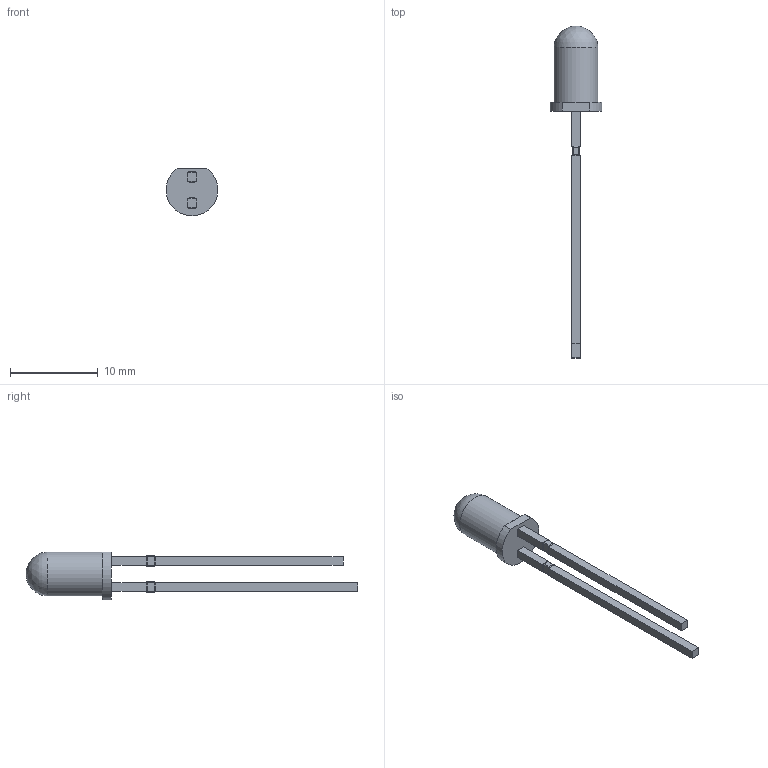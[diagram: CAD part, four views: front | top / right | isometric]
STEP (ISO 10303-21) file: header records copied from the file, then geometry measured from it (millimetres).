
FILE_DESCRIPTION(/* description */ (''),/* implementation_level */ '2;1');
FILE_NAME(/* name */ 'LED5mm.stp',/* time_stamp */ '2016-05-14T19:34:05-05:00',/* author */ ('Isra'),/* organization */ (''),/* preprocessor_version */ 'ST-DEVELOPER v15.6',/* originating_system */ 'Autodesk Inventor 2015',/* authorisation */ '');
FILE_SCHEMA (('AUTOMOTIVE_DESIGN { 1 0 10303 214 3 1 1 }'));
Length unit declared in the file: millimetre
Products named in the file (3): Led5mm; Pins; Ensamblaje
Bounding box: 5.9 x 37.8 x 5.45 mm (x, y, z)
Volume: 130.2 mm3; surface area: 604.7 mm2
Topology: 4 solids, 4 shells, 97 faces, 248 edges, 159 vertices
Faces by surface type: plane 60, cylinder 28, bspline 6, sphere 3
Full cylindrical faces by diameter (mm): 4.2 x1, 5 x1
Entity records: 3375 total; most frequent: CARTESIAN_POINT 929, ORIENTED_EDGE 474, DIRECTION 469, EDGE_CURVE 237, LINE 177, VECTOR 177, VERTEX_POINT 155, AXIS2_PLACEMENT_3D 146
